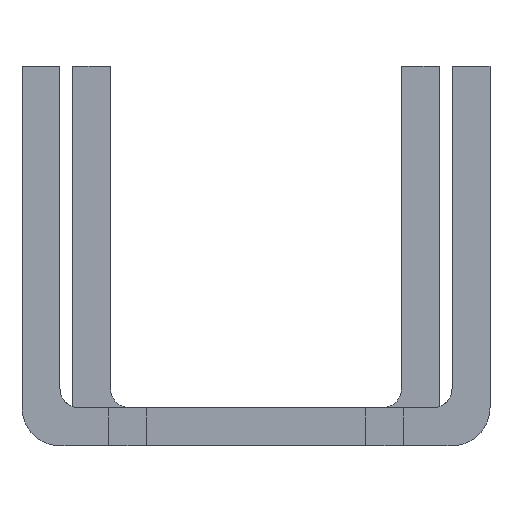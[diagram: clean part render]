
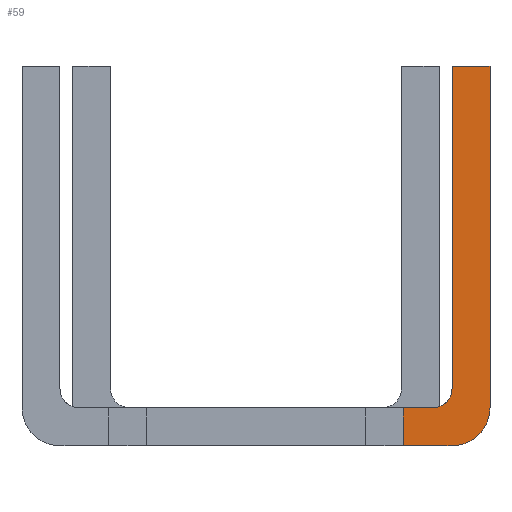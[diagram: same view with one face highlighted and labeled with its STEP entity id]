
A CAD part, front view. The second image highlights one B-rep face of the part: STEP entity #59.
In plain terms, the highlighted planar face has unit normal (0, -1, 0).
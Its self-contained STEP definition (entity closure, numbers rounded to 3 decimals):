
#59 = ADVANCED_FACE('',(#60),#128,.F.);
#60 = FACE_BOUND('',#61,.T.);
#61 = EDGE_LOOP('',(#62,#72,#80,#89,#97,#105,#113,#122));
#62 = ORIENTED_EDGE('',*,*,#63,.F.);
#63 = EDGE_CURVE('',#64,#66,#68,.T.);
#64 = VERTEX_POINT('',#65);
#65 = CARTESIAN_POINT('',(15.08,0.,0.));
#66 = VERTEX_POINT('',#67);
#67 = CARTESIAN_POINT('',(15.08,0.,1.5));
#68 = LINE('',#69,#70);
#69 = CARTESIAN_POINT('',(15.08,0.,0.));
#70 = VECTOR('',#71,1.);
#71 = DIRECTION('',(0.,0.,1.));
#72 = ORIENTED_EDGE('',*,*,#73,.T.);
#73 = EDGE_CURVE('',#64,#74,#76,.T.);
#74 = VERTEX_POINT('',#75);
#75 = CARTESIAN_POINT('',(17.,0.,0.));
#76 = LINE('',#77,#78);
#77 = CARTESIAN_POINT('',(0.,0.,0.));
#78 = VECTOR('',#79,1.);
#79 = DIRECTION('',(1.,0.,0.));
#80 = ORIENTED_EDGE('',*,*,#81,.T.);
#81 = EDGE_CURVE('',#74,#82,#84,.T.);
#82 = VERTEX_POINT('',#83);
#83 = CARTESIAN_POINT('',(18.5,0.,1.5));
#84 = CIRCLE('',#85,1.5);
#85 = AXIS2_PLACEMENT_3D('',#86,#87,#88);
#86 = CARTESIAN_POINT('',(17.,0.,1.5));
#87 = DIRECTION('',(0.,-1.,0.));
#88 = DIRECTION('',(0.,0.,1.));
#89 = ORIENTED_EDGE('',*,*,#90,.F.);
#90 = EDGE_CURVE('',#91,#82,#93,.T.);
#91 = VERTEX_POINT('',#92);
#92 = CARTESIAN_POINT('',(18.5,0.,15.));
#93 = LINE('',#94,#95);
#94 = CARTESIAN_POINT('',(18.5,0.,1.5));
#95 = VECTOR('',#96,1.);
#96 = DIRECTION('',(0.,0.,-1.));
#97 = ORIENTED_EDGE('',*,*,#98,.F.);
#98 = EDGE_CURVE('',#99,#91,#101,.T.);
#99 = VERTEX_POINT('',#100);
#100 = CARTESIAN_POINT('',(17.,0.,15.));
#101 = LINE('',#102,#103);
#102 = CARTESIAN_POINT('',(18.5,0.,15.));
#103 = VECTOR('',#104,1.);
#104 = DIRECTION('',(1.,0.,0.));
#105 = ORIENTED_EDGE('',*,*,#106,.T.);
#106 = EDGE_CURVE('',#99,#107,#109,.T.);
#107 = VERTEX_POINT('',#108);
#108 = CARTESIAN_POINT('',(17.,0.,2.25));
#109 = LINE('',#110,#111);
#110 = CARTESIAN_POINT('',(17.,0.,15.));
#111 = VECTOR('',#112,1.);
#112 = DIRECTION('',(0.,0.,-1.));
#113 = ORIENTED_EDGE('',*,*,#114,.T.);
#114 = EDGE_CURVE('',#107,#115,#117,.T.);
#115 = VERTEX_POINT('',#116);
#116 = CARTESIAN_POINT('',(16.25,0.,1.5));
#117 = CIRCLE('',#118,0.75);
#118 = AXIS2_PLACEMENT_3D('',#119,#120,#121);
#119 = CARTESIAN_POINT('',(16.25,0.,2.25));
#120 = DIRECTION('',(0.,1.,0.));
#121 = DIRECTION('',(0.,0.,1.));
#122 = ORIENTED_EDGE('',*,*,#123,.F.);
#123 = EDGE_CURVE('',#66,#115,#124,.T.);
#124 = LINE('',#125,#126);
#125 = CARTESIAN_POINT('',(0.,0.,1.5));
#126 = VECTOR('',#127,1.);
#127 = DIRECTION('',(1.,0.,0.));
#128 = PLANE('',#129);
#129 = AXIS2_PLACEMENT_3D('',#130,#131,#132);
#130 = CARTESIAN_POINT('',(0.,0.,1.5));
#131 = DIRECTION('',(0.,1.,0.));
#132 = DIRECTION('',(1.,0.,0.));
